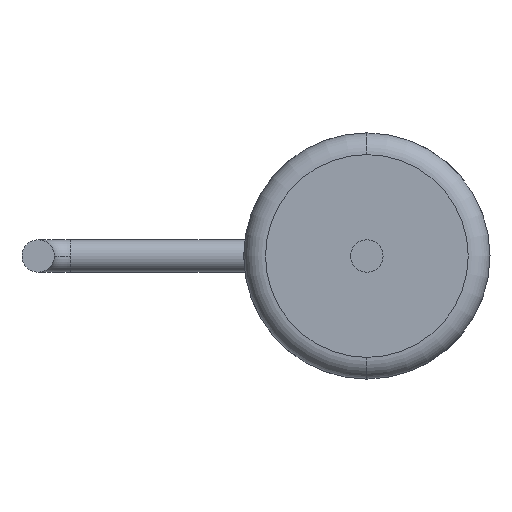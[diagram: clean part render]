
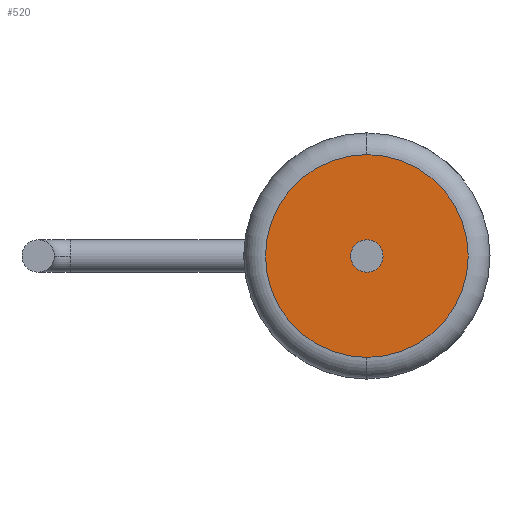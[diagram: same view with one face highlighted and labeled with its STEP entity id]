
A CAD part, front view. The second image highlights one B-rep face of the part: STEP entity #520.
In plain terms, the highlighted planar face has unit normal (0, -1, 0).
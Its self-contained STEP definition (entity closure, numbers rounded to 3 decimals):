
#14 = EDGE_CURVE ( 'NONE', #805, #502, #510, .T. ) ;
#29 = EDGE_LOOP ( 'NONE', ( #477, #1122 ) ) ;
#49 = DIRECTION ( 'NONE',  ( 0., -1., 0. ) ) ;
#87 = ORIENTED_EDGE ( 'NONE', *, *, #1102, .T. ) ;
#119 = AXIS2_PLACEMENT_3D ( 'NONE', #739, #1035, #759 ) ;
#177 = CIRCLE ( 'NONE', #389, 0.375 ) ;
#272 = CARTESIAN_POINT ( 'NONE',  ( 0., 0.5, 0.375 ) ) ;
#276 = EDGE_CURVE ( 'NONE', #1095, #674, #360, .T. ) ;
#294 = CARTESIAN_POINT ( 'NONE',  ( 0., 0.5, -0.375 ) ) ;
#295 = CARTESIAN_POINT ( 'NONE',  ( 0., 0.5, 0. ) ) ;
#318 = DIRECTION ( 'NONE',  ( 0., 0., -1. ) ) ;
#329 = EDGE_CURVE ( 'NONE', #502, #805, #177, .T. ) ;
#360 = CIRCLE ( 'NONE', #1053, 2.35 ) ;
#387 = FACE_BOUND ( 'NONE', #29, .T. ) ;
#389 = AXIS2_PLACEMENT_3D ( 'NONE', #1110, #828, #562 ) ;
#405 = CARTESIAN_POINT ( 'NONE',  ( 0., 0.5, -2.35 ) ) ;
#452 = CARTESIAN_POINT ( 'NONE',  ( 0., 0.5, 0. ) ) ;
#477 = ORIENTED_EDGE ( 'NONE', *, *, #329, .F. ) ;
#502 = VERTEX_POINT ( 'NONE', #294 ) ;
#510 = CIRCLE ( 'NONE', #899, 0.375 ) ;
#520 = ADVANCED_FACE ( 'NONE', ( #387, #567 ), #1017, .T. ) ;
#542 = DIRECTION ( 'NONE',  ( 0., 0., -1. ) ) ;
#544 = DIRECTION ( 'NONE',  ( 0., 0., -1. ) ) ;
#562 = DIRECTION ( 'NONE',  ( 0., 0., -1. ) ) ;
#567 = FACE_OUTER_BOUND ( 'NONE', #833, .T. ) ;
#674 = VERTEX_POINT ( 'NONE', #405 ) ;
#739 = CARTESIAN_POINT ( 'NONE',  ( 2.35, 0.5, 0. ) ) ;
#759 = DIRECTION ( 'NONE',  ( 0., 0., -1. ) ) ;
#783 = AXIS2_PLACEMENT_3D ( 'NONE', #452, #1014, #542 ) ;
#805 = VERTEX_POINT ( 'NONE', #272 ) ;
#828 = DIRECTION ( 'NONE',  ( 0., -1., 0. ) ) ;
#829 = CIRCLE ( 'NONE', #783, 2.35 ) ;
#833 = EDGE_LOOP ( 'NONE', ( #87, #1081 ) ) ;
#899 = AXIS2_PLACEMENT_3D ( 'NONE', #1151, #49, #318 ) ;
#926 = DIRECTION ( 'NONE',  ( 0., -1., 0. ) ) ;
#1014 = DIRECTION ( 'NONE',  ( 0., -1., 0. ) ) ;
#1017 = PLANE ( 'NONE',  #119 ) ;
#1023 = CARTESIAN_POINT ( 'NONE',  ( 0., 0.5, 2.35 ) ) ;
#1035 = DIRECTION ( 'NONE',  ( 0., -1., 0. ) ) ;
#1053 = AXIS2_PLACEMENT_3D ( 'NONE', #295, #926, #544 ) ;
#1081 = ORIENTED_EDGE ( 'NONE', *, *, #276, .T. ) ;
#1095 = VERTEX_POINT ( 'NONE', #1023 ) ;
#1102 = EDGE_CURVE ( 'NONE', #674, #1095, #829, .T. ) ;
#1110 = CARTESIAN_POINT ( 'NONE',  ( 0., 0.5, 0. ) ) ;
#1122 = ORIENTED_EDGE ( 'NONE', *, *, #14, .F. ) ;
#1151 = CARTESIAN_POINT ( 'NONE',  ( 0., 0.5, 0. ) ) ;
